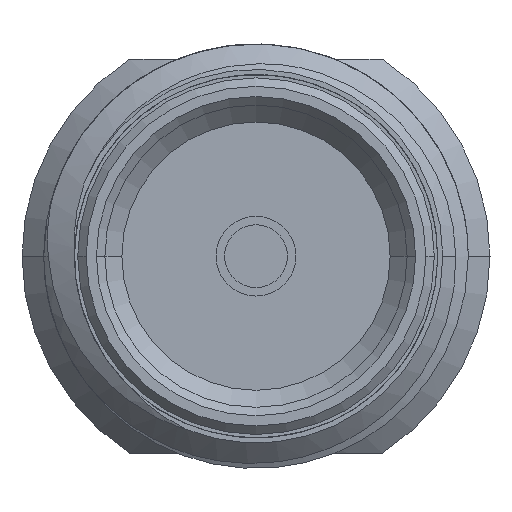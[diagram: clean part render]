
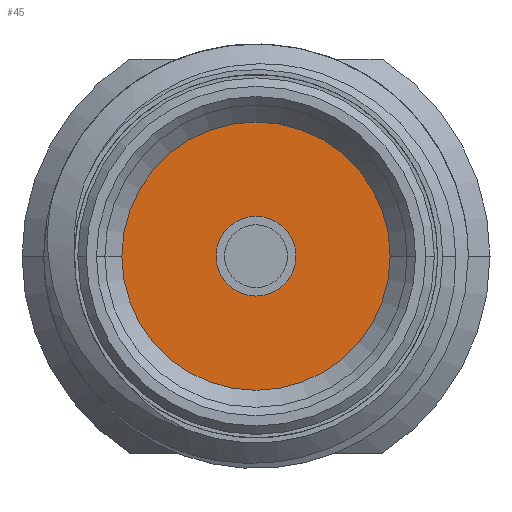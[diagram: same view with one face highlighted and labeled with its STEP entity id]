
A CAD part, left-side view. The second image highlights one B-rep face of the part: STEP entity #45.
In plain terms, the highlighted face is planar.
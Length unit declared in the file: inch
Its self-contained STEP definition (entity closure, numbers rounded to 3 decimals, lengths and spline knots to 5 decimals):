
#45 = ADVANCED_FACE ( 'NONE', ( #7710, #1338 ), #9071, .T. ) ;
#106 = EDGE_CURVE ( 'NONE', #450, #7722, #7863, .T. ) ;
#295 = AXIS2_PLACEMENT_3D ( 'NONE', #9029, #4179, #8370 ) ;
#450 = VERTEX_POINT ( 'NONE', #6931 ) ;
#639 = CARTESIAN_POINT ( 'NONE',  ( 0., 0., 0.265 ) ) ;
#723 = EDGE_CURVE ( 'NONE', #1475, #3609, #5664, .T. ) ;
#867 = ORIENTED_EDGE ( 'NONE', *, *, #723, .T. ) ;
#906 = DIRECTION ( 'NONE',  ( 0., 0., 1. ) ) ;
#1042 = AXIS2_PLACEMENT_3D ( 'NONE', #639, #6999, #3488 ) ;
#1338 = FACE_OUTER_BOUND ( 'NONE', #4603, .T. ) ;
#1475 = VERTEX_POINT ( 'NONE', #4864 ) ;
#1905 = CARTESIAN_POINT ( 'NONE',  ( 0., 0., 0.265 ) ) ;
#2168 = ORIENTED_EDGE ( 'NONE', *, *, #7945, .F. ) ;
#2179 = CIRCLE ( 'NONE', #5737, 0.079 ) ;
#2868 = CARTESIAN_POINT ( 'NONE',  ( -0.0235, 0., 0.265 ) ) ;
#2920 = AXIS2_PLACEMENT_3D ( 'NONE', #4344, #906, #3791 ) ;
#3354 = DIRECTION ( 'NONE',  ( 0., 0., 1. ) ) ;
#3488 = DIRECTION ( 'NONE',  ( 1., 0., 0. ) ) ;
#3609 = VERTEX_POINT ( 'NONE', #5541 ) ;
#3791 = DIRECTION ( 'NONE',  ( 1., 0., 0. ) ) ;
#4179 = DIRECTION ( 'NONE',  ( 0., 0., 1. ) ) ;
#4344 = CARTESIAN_POINT ( 'NONE',  ( 0., 0., 0.265 ) ) ;
#4603 = EDGE_LOOP ( 'NONE', ( #6597, #867 ) ) ;
#4665 = DIRECTION ( 'NONE',  ( 0., 0., 1. ) ) ;
#4864 = CARTESIAN_POINT ( 'NONE',  ( -0.079, 0., 0.265 ) ) ;
#5356 = DIRECTION ( 'NONE',  ( 1., 0., 0. ) ) ;
#5541 = CARTESIAN_POINT ( 'NONE',  ( 0.079, 0., 0.265 ) ) ;
#5664 = CIRCLE ( 'NONE', #6234, 0.079 ) ;
#5737 = AXIS2_PLACEMENT_3D ( 'NONE', #1905, #3354, #6258 ) ;
#6234 = AXIS2_PLACEMENT_3D ( 'NONE', #7400, #4665, #5356 ) ;
#6258 = DIRECTION ( 'NONE',  ( 1., 0., 0. ) ) ;
#6493 = EDGE_LOOP ( 'NONE', ( #8295, #2168 ) ) ;
#6597 = ORIENTED_EDGE ( 'NONE', *, *, #8703, .T. ) ;
#6931 = CARTESIAN_POINT ( 'NONE',  ( 0.0235, 0., 0.265 ) ) ;
#6999 = DIRECTION ( 'NONE',  ( 0., 0., 1. ) ) ;
#7049 = CIRCLE ( 'NONE', #2920, 0.0235 ) ;
#7400 = CARTESIAN_POINT ( 'NONE',  ( 0., 0., 0.265 ) ) ;
#7710 = FACE_BOUND ( 'NONE', #6493, .T. ) ;
#7722 = VERTEX_POINT ( 'NONE', #2868 ) ;
#7863 = CIRCLE ( 'NONE', #1042, 0.0235 ) ;
#7945 = EDGE_CURVE ( 'NONE', #7722, #450, #7049, .T. ) ;
#8295 = ORIENTED_EDGE ( 'NONE', *, *, #106, .F. ) ;
#8370 = DIRECTION ( 'NONE',  ( 1., 0., 0. ) ) ;
#8703 = EDGE_CURVE ( 'NONE', #3609, #1475, #2179, .T. ) ;
#9029 = CARTESIAN_POINT ( 'NONE',  ( 0., 0., 0.265 ) ) ;
#9071 = PLANE ( 'NONE',  #295 ) ;
